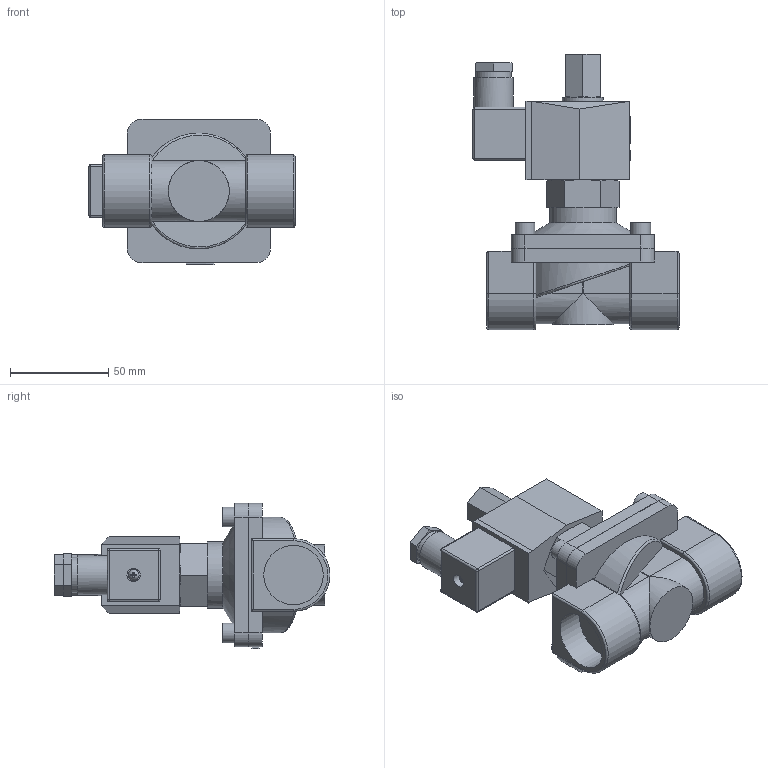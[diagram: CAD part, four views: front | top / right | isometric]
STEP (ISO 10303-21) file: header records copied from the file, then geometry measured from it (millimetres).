
FILE_DESCRIPTION(/* description */ ('СК-21-25'),/* implementation_level */ '2;1');
FILE_NAME(/* name */ 'СК-21-25.stp',/* time_stamp */ '2023-02-08T13:02:14+03:00',/* author */ ('Tech'),/* organization */ (''),/* preprocessor_version */ 'ST-DEVELOPER v18.1',/* originating_system */ 'Autodesk Inventor 2021',/* authorisation */ '');
FILE_SCHEMA (('AUTOMOTIVE_DESIGN { 1 0 10303 214 3 1 1 }'));
Length unit declared in the file: millimetre
Products named in the file (1): СК-21-25
Bounding box: 105 x 140.5 x 74 mm (x, y, z)
Volume: 289681.6 mm3; surface area: 60891.9 mm2
Topology: 7 solids, 7 shells, 347 faces, 871 edges, 571 vertices
Faces by surface type: plane 228, cylinder 91, cone 15, torus 6, sphere 5, bspline 2
Full cylindrical faces by diameter (mm): 2.584 x1, 3 x1, 4.5 x1, 5.115 x1, 5.5 x2, 6.8 x1, 8.5 x1, 10 x6, 10.5 x1, 12 x1, 12.3 x1, 16 x2, 16.5 x1, 16.7 x1, 18 x1, 20 x1, 21 x1, 30.291 x2, 31 x1, 34 x1
Entity records: 10922 total; most frequent: CARTESIAN_POINT 2405, DIRECTION 1762, ORIENTED_EDGE 1740, EDGE_CURVE 870, AXIS2_PLACEMENT_3D 602, VERTEX_POINT 571, LINE 558, VECTOR 558
